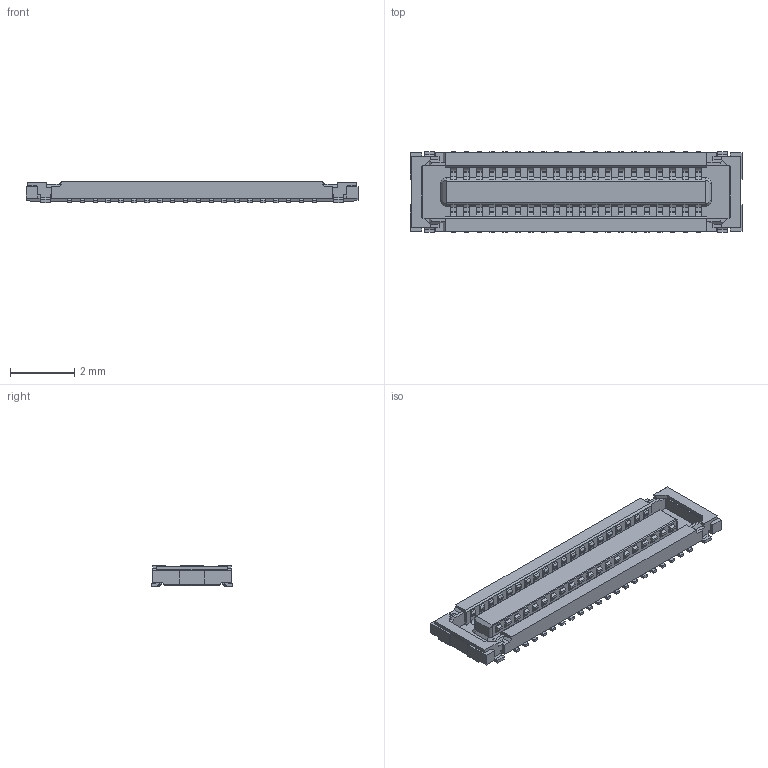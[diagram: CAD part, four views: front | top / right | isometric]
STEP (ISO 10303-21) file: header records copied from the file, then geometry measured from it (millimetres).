
FILE_DESCRIPTION(('STEP AP242'),'1');
FILE_NAME('BTB_40P_04mm_5055504020.stp','2023-04-10T18:54:01',(' '),(' '),'Spatial InterOp 3D',' ',' ');
FILE_SCHEMA(('AP242_MANAGED_MODEL_BASED_3D_ENGINEERING_MIM_LF {1 0 10303 442 1 1 4}'));
Length unit declared in the file: metre
Products named in the file (2): BTB_40P_04mm_5055504020; 5055504020
Assembly tree (1 placements, depth 2):
  BTB_40P_04mm_5055504020
    5055504020
Bounding box: 10.3 x 2.5 x 0.66 mm (x, y, z)
Volume: 10.6 mm3; surface area: 100.4 mm2
Topology: 1 solids, 1 shells, 1473 faces, 4458 edges, 3196 vertices
Faces by surface type: plane 1051, cylinder 414, cone 4, torus 4
Entity records: 63385 total; most frequent: CARTESIAN_POINT 8813, ORIENTED_EDGE 8564, DIRECTION 8232, EDGE_CURVE 4282, LINE 3618, VECTOR 3618, VERTEX_POINT 2844, AXIS2_PLACEMENT_3D 2307
